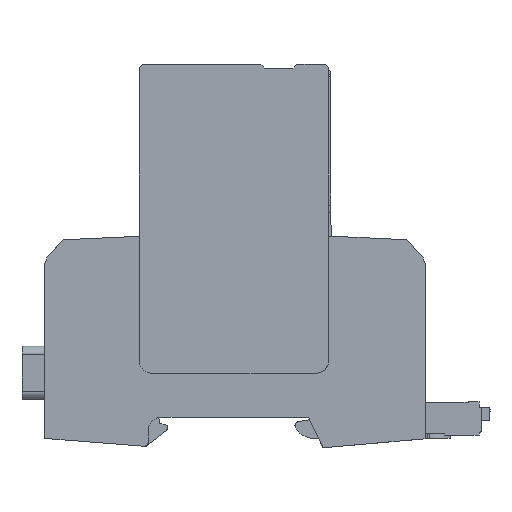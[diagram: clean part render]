
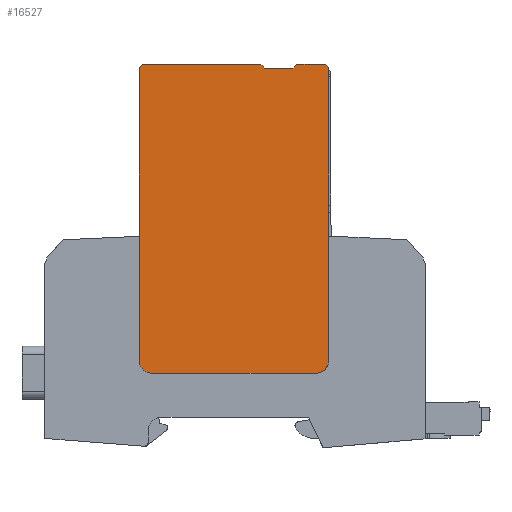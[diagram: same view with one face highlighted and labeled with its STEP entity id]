
A CAD part, left-side view. The second image highlights one B-rep face of the part: STEP entity #16527.
In plain terms, the highlighted planar face has unit normal (-1, 0, 0).
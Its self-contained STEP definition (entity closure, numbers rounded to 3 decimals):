
#16374=AXIS2_PLACEMENT_3D('Plane Axis2P3D',#16371,#16372,#16373) ;
#16371=CARTESIAN_POINT('Axis2P3D Location',(0.,82.26,17.703)) ;
#16377=CARTESIAN_POINT('Control Point',(0.,83.26,53.28)) ;
#16378=CARTESIAN_POINT('Control Point',(0.,83.26,46.765)) ;
#16379=CARTESIAN_POINT('Control Point',(0.,83.26,40.249)) ;
#16380=CARTESIAN_POINT('Control Point',(0.,83.26,33.734)) ;
#16381=CARTESIAN_POINT('Control Point',(0.,83.26,27.218)) ;
#16382=CARTESIAN_POINT('Control Point',(0.,83.26,20.703)) ;
#16383=CARTESIAN_POINT('Vertex',(0.,83.26,53.28)) ;
#16385=CARTESIAN_POINT('Vertex',(0.,83.26,20.703)) ;
#16389=CARTESIAN_POINT('Control Point',(0.,83.26,20.703)) ;
#16390=CARTESIAN_POINT('Control Point',(0.,83.26,19.76)) ;
#16391=CARTESIAN_POINT('Control Point',(0.,82.891,18.817)) ;
#16392=CARTESIAN_POINT('Control Point',(0.,82.146,18.072)) ;
#16393=CARTESIAN_POINT('Control Point',(0.,81.202,17.703)) ;
#16394=CARTESIAN_POINT('Control Point',(0.,80.26,17.703)) ;
#16395=CARTESIAN_POINT('Vertex',(0.,80.26,17.703)) ;
#16399=CARTESIAN_POINT('Control Point',(0.,80.26,17.703)) ;
#16400=CARTESIAN_POINT('Control Point',(0.,72.46,17.703)) ;
#16401=CARTESIAN_POINT('Control Point',(0.,64.66,17.703)) ;
#16402=CARTESIAN_POINT('Control Point',(0.,56.86,17.703)) ;
#16403=CARTESIAN_POINT('Control Point',(0.,49.06,17.703)) ;
#16404=CARTESIAN_POINT('Control Point',(0.,41.26,17.703)) ;
#16405=CARTESIAN_POINT('Vertex',(0.,41.26,17.703)) ;
#16409=CARTESIAN_POINT('Control Point',(0.,41.26,17.703)) ;
#16410=CARTESIAN_POINT('Control Point',(0.,40.317,17.703)) ;
#16411=CARTESIAN_POINT('Control Point',(0.,39.374,18.072)) ;
#16412=CARTESIAN_POINT('Control Point',(0.,38.629,18.817)) ;
#16413=CARTESIAN_POINT('Control Point',(0.,38.26,19.76)) ;
#16414=CARTESIAN_POINT('Control Point',(0.,38.26,20.703)) ;
#16415=CARTESIAN_POINT('Vertex',(0.,38.26,20.703)) ;
#16419=CARTESIAN_POINT('Control Point',(0.,38.26,20.703)) ;
#16420=CARTESIAN_POINT('Control Point',(0.,38.26,27.218)) ;
#16421=CARTESIAN_POINT('Control Point',(0.,38.26,33.734)) ;
#16422=CARTESIAN_POINT('Control Point',(0.,38.26,40.249)) ;
#16423=CARTESIAN_POINT('Control Point',(0.,38.26,46.765)) ;
#16424=CARTESIAN_POINT('Control Point',(0.,38.26,53.28)) ;
#16425=CARTESIAN_POINT('Vertex',(0.,38.26,53.28)) ;
#16429=CARTESIAN_POINT('Control Point',(0.,38.26,53.28)) ;
#16430=CARTESIAN_POINT('Control Point',(0.,38.26,59.144)) ;
#16431=CARTESIAN_POINT('Control Point',(0.,38.26,65.008)) ;
#16432=CARTESIAN_POINT('Control Point',(0.,38.26,70.872)) ;
#16433=CARTESIAN_POINT('Control Point',(0.,38.26,76.736)) ;
#16434=CARTESIAN_POINT('Control Point',(0.,38.26,82.6)) ;
#16435=CARTESIAN_POINT('Vertex',(0.,38.26,82.6)) ;
#16438=CARTESIAN_POINT('Line Origine',(0.,38.26,86.425)) ;
#16442=CARTESIAN_POINT('Vertex',(0.,38.26,90.25)) ;
#16445=CARTESIAN_POINT('Line Origine',(0.,38.635,90.625)) ;
#16449=CARTESIAN_POINT('Vertex',(0.,39.01,91.)) ;
#16452=CARTESIAN_POINT('Line Origine',(0.,42.435,91.)) ;
#16456=CARTESIAN_POINT('Vertex',(0.,45.86,91.)) ;
#16459=CARTESIAN_POINT('Line Origine',(0.,46.31,90.55)) ;
#16463=CARTESIAN_POINT('Vertex',(0.,46.76,90.1)) ;
#16466=CARTESIAN_POINT('Line Origine',(0.,50.11,90.1)) ;
#16470=CARTESIAN_POINT('Vertex',(0.,53.46,90.1)) ;
#16473=CARTESIAN_POINT('Line Origine',(0.,53.91,90.55)) ;
#16477=CARTESIAN_POINT('Vertex',(0.,54.36,91.)) ;
#16480=CARTESIAN_POINT('Line Origine',(0.,68.435,91.)) ;
#16484=CARTESIAN_POINT('Vertex',(0.,82.51,91.)) ;
#16487=CARTESIAN_POINT('Line Origine',(0.,82.885,90.625)) ;
#16491=CARTESIAN_POINT('Vertex',(0.,83.26,90.25)) ;
#16494=CARTESIAN_POINT('Line Origine',(0.,83.26,86.425)) ;
#16498=CARTESIAN_POINT('Vertex',(0.,83.26,82.6)) ;
#16502=CARTESIAN_POINT('Control Point',(0.,83.26,82.6)) ;
#16503=CARTESIAN_POINT('Control Point',(0.,83.26,76.736)) ;
#16504=CARTESIAN_POINT('Control Point',(0.,83.26,70.872)) ;
#16505=CARTESIAN_POINT('Control Point',(0.,83.26,65.008)) ;
#16506=CARTESIAN_POINT('Control Point',(0.,83.26,59.144)) ;
#16507=CARTESIAN_POINT('Control Point',(0.,83.26,53.28)) ;
#16372=DIRECTION('Axis2P3D Direction',(-1.,0.,0.)) ;
#16373=DIRECTION('Axis2P3D XDirection',(0.,1.,0.)) ;
#16439=DIRECTION('Vector Direction',(0.,0.,1.)) ;
#16446=DIRECTION('Vector Direction',(0.,0.707,0.707)) ;
#16453=DIRECTION('Vector Direction',(0.,1.,0.)) ;
#16460=DIRECTION('Vector Direction',(0.,0.707,-0.707)) ;
#16467=DIRECTION('Vector Direction',(0.,1.,0.)) ;
#16474=DIRECTION('Vector Direction',(0.,0.707,0.707)) ;
#16481=DIRECTION('Vector Direction',(0.,1.,0.)) ;
#16488=DIRECTION('Vector Direction',(0.,0.707,-0.707)) ;
#16495=DIRECTION('Vector Direction',(0.,0.,1.)) ;
#16440=VECTOR('Line Direction',#16439,1.) ;
#16447=VECTOR('Line Direction',#16446,1.) ;
#16454=VECTOR('Line Direction',#16453,1.) ;
#16461=VECTOR('Line Direction',#16460,1.) ;
#16468=VECTOR('Line Direction',#16467,1.) ;
#16475=VECTOR('Line Direction',#16474,1.) ;
#16482=VECTOR('Line Direction',#16481,1.) ;
#16489=VECTOR('Line Direction',#16488,1.) ;
#16496=VECTOR('Line Direction',#16495,1.) ;
#16510=ORIENTED_EDGE('',*,*,#16387,.T.) ;
#16511=ORIENTED_EDGE('',*,*,#16397,.T.) ;
#16512=ORIENTED_EDGE('',*,*,#16407,.T.) ;
#16513=ORIENTED_EDGE('',*,*,#16417,.T.) ;
#16514=ORIENTED_EDGE('',*,*,#16427,.T.) ;
#16515=ORIENTED_EDGE('',*,*,#16437,.T.) ;
#16516=ORIENTED_EDGE('',*,*,#16444,.T.) ;
#16517=ORIENTED_EDGE('',*,*,#16451,.T.) ;
#16518=ORIENTED_EDGE('',*,*,#16458,.T.) ;
#16519=ORIENTED_EDGE('',*,*,#16465,.T.) ;
#16520=ORIENTED_EDGE('',*,*,#16472,.T.) ;
#16521=ORIENTED_EDGE('',*,*,#16479,.T.) ;
#16522=ORIENTED_EDGE('',*,*,#16486,.T.) ;
#16523=ORIENTED_EDGE('',*,*,#16493,.T.) ;
#16524=ORIENTED_EDGE('',*,*,#16500,.F.) ;
#16525=ORIENTED_EDGE('',*,*,#16508,.T.) ;
#16527=ADVANCED_FACE('ABLEITER_1',(#16526),#16375,.T.) ;
#16376=B_SPLINE_CURVE_WITH_KNOTS('',5,(#16377,#16378,#16379,#16380,#16381,#16382),.UNSPECIFIED.,.F.,.U.,(6,6),(21.373,53.95),.UNSPECIFIED.) ;
#16388=B_SPLINE_CURVE_WITH_KNOTS('',5,(#16389,#16390,#16391,#16392,#16393,#16394),.UNSPECIFIED.,.F.,.U.,(6,6),(0.,4.965),.UNSPECIFIED.) ;
#16398=B_SPLINE_CURVE_WITH_KNOTS('',5,(#16399,#16400,#16401,#16402,#16403,#16404),.UNSPECIFIED.,.F.,.U.,(6,6),(0.,39.),.UNSPECIFIED.) ;
#16408=B_SPLINE_CURVE_WITH_KNOTS('',5,(#16409,#16410,#16411,#16412,#16413,#16414),.UNSPECIFIED.,.F.,.U.,(6,6),(0.,4.965),.UNSPECIFIED.) ;
#16418=B_SPLINE_CURVE_WITH_KNOTS('',5,(#16419,#16420,#16421,#16422,#16423,#16424),.UNSPECIFIED.,.F.,.U.,(6,6),(0.,32.577),.UNSPECIFIED.) ;
#16428=B_SPLINE_CURVE_WITH_KNOTS('',5,(#16429,#16430,#16431,#16432,#16433,#16434),.UNSPECIFIED.,.F.,.U.,(6,6),(23.981,53.3),.UNSPECIFIED.) ;
#16501=B_SPLINE_CURVE_WITH_KNOTS('',5,(#16502,#16503,#16504,#16505,#16506,#16507),.UNSPECIFIED.,.F.,.U.,(6,6),(0.65,29.969),.UNSPECIFIED.) ;
#16387=EDGE_CURVE('',#16384,#16386,#16376,.T.) ;
#16397=EDGE_CURVE('',#16386,#16396,#16388,.T.) ;
#16407=EDGE_CURVE('',#16396,#16406,#16398,.T.) ;
#16417=EDGE_CURVE('',#16406,#16416,#16408,.T.) ;
#16427=EDGE_CURVE('',#16416,#16426,#16418,.T.) ;
#16437=EDGE_CURVE('',#16426,#16436,#16428,.T.) ;
#16444=EDGE_CURVE('',#16436,#16443,#16441,.T.) ;
#16451=EDGE_CURVE('',#16443,#16450,#16448,.T.) ;
#16458=EDGE_CURVE('',#16450,#16457,#16455,.T.) ;
#16465=EDGE_CURVE('',#16457,#16464,#16462,.T.) ;
#16472=EDGE_CURVE('',#16464,#16471,#16469,.T.) ;
#16479=EDGE_CURVE('',#16471,#16478,#16476,.T.) ;
#16486=EDGE_CURVE('',#16478,#16485,#16483,.T.) ;
#16493=EDGE_CURVE('',#16485,#16492,#16490,.T.) ;
#16500=EDGE_CURVE('',#16499,#16492,#16497,.T.) ;
#16508=EDGE_CURVE('',#16499,#16384,#16501,.T.) ;
#16509=EDGE_LOOP('',(#16510,#16511,#16512,#16513,#16514,#16515,#16516,#16517,#16518,#16519,#16520,#16521,#16522,#16523,#16524,#16525)) ;
#16526=FACE_OUTER_BOUND('',#16509,.T.) ;
#16441=LINE('Line',#16438,#16440) ;
#16448=LINE('Line',#16445,#16447) ;
#16455=LINE('Line',#16452,#16454) ;
#16462=LINE('Line',#16459,#16461) ;
#16469=LINE('Line',#16466,#16468) ;
#16476=LINE('Line',#16473,#16475) ;
#16483=LINE('Line',#16480,#16482) ;
#16490=LINE('Line',#16487,#16489) ;
#16497=LINE('Line',#16494,#16496) ;
#16375=PLANE('',#16374) ;
#16384=VERTEX_POINT('',#16383) ;
#16386=VERTEX_POINT('',#16385) ;
#16396=VERTEX_POINT('',#16395) ;
#16406=VERTEX_POINT('',#16405) ;
#16416=VERTEX_POINT('',#16415) ;
#16426=VERTEX_POINT('',#16425) ;
#16436=VERTEX_POINT('',#16435) ;
#16443=VERTEX_POINT('',#16442) ;
#16450=VERTEX_POINT('',#16449) ;
#16457=VERTEX_POINT('',#16456) ;
#16464=VERTEX_POINT('',#16463) ;
#16471=VERTEX_POINT('',#16470) ;
#16478=VERTEX_POINT('',#16477) ;
#16485=VERTEX_POINT('',#16484) ;
#16492=VERTEX_POINT('',#16491) ;
#16499=VERTEX_POINT('',#16498) ;
